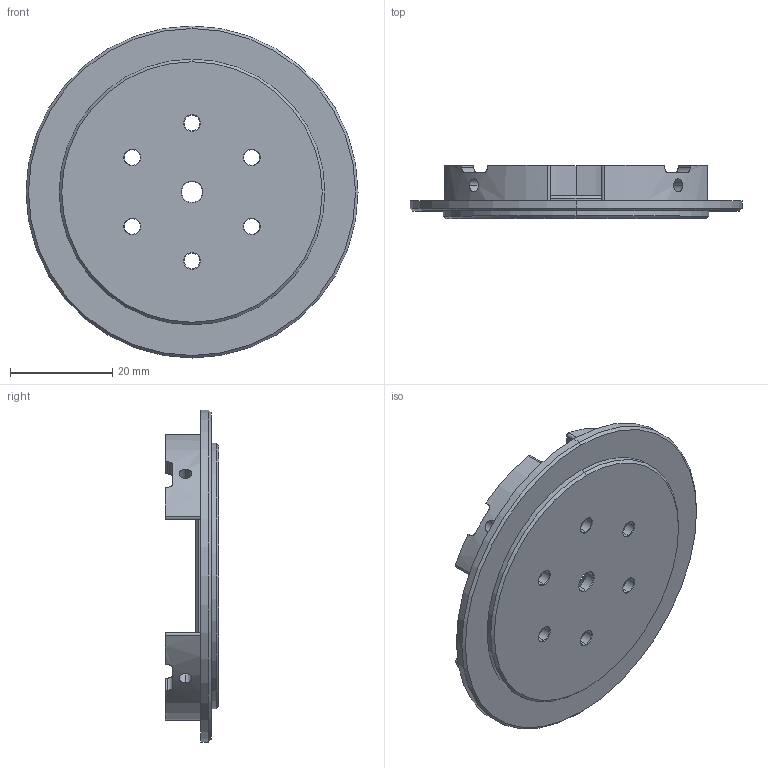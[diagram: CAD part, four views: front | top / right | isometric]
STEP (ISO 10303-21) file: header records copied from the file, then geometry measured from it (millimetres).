
FILE_DESCRIPTION (( 'STEP AP214' ), '1' );
FILE_NAME ('菁裔.STEP', '2026-01-12T07:00:20', ( '' ), ( '' ), 'SwSTEP 2.0', 'SolidWorks 2025', '' );
FILE_SCHEMA (( 'AUTOMOTIVE_DESIGN' ));
Length unit declared in the file: millimetre
Products named in the file (1): 底盖
Bounding box: 65 x 10.45 x 65 mm (x, y, z)
Volume: 12776.2 mm3; surface area: 9118.2 mm2
Topology: 1 solids, 1 shells, 125 faces, 317 edges, 199 vertices
Faces by surface type: cylinder 57, cone 35, plane 33
Entity records: 4191 total; most frequent: CARTESIAN_POINT 1070, DIRECTION 666, ORIENTED_EDGE 634, EDGE_CURVE 317, AXIS2_PLACEMENT_3D 259, VERTEX_POINT 199, EDGE_LOOP 152, LINE 148
